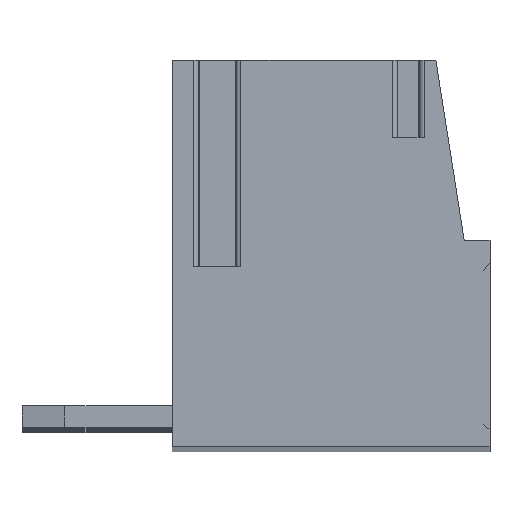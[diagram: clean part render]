
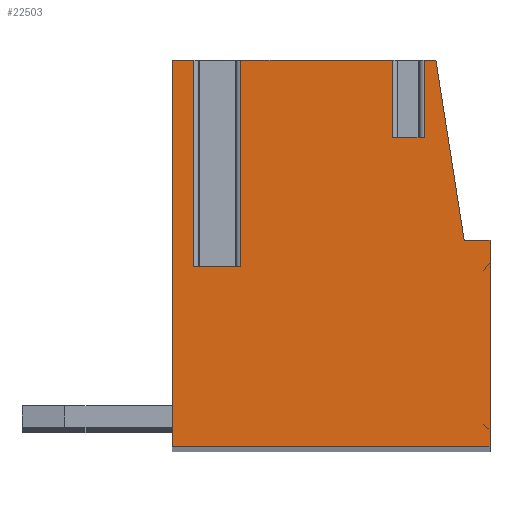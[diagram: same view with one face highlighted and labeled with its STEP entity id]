
A CAD part, top view. The second image highlights one B-rep face of the part: STEP entity #22503.
In plain terms, the highlighted planar face has unit normal (0, 0, 1).
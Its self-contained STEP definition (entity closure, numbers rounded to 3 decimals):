
#7297=DIRECTION('',(0.,1.,0.));
#7298=VECTOR('',#7297,1.8);
#7299=CARTESIAN_POINT('',(1.436,2.4,1.75));
#7300=LINE('',#7299,#7298);
#7301=DIRECTION('',(0.,1.,0.));
#7302=VECTOR('',#7301,1.8);
#7303=CARTESIAN_POINT('',(2.164,2.4,1.75));
#7304=LINE('',#7303,#7302);
#7305=DIRECTION('',(-1.,0.,0.));
#7306=VECTOR('',#7305,0.276);
#7307=CARTESIAN_POINT('',(2.44,4.2,1.75));
#7308=LINE('',#7307,#7306);
#7309=DIRECTION('',(-0.155,0.988,0.));
#7310=VECTOR('',#7309,4.252);
#7311=CARTESIAN_POINT('',(3.1,0.,1.75));
#7312=LINE('',#7311,#7310);
#7313=DIRECTION('',(-1.,0.,0.));
#7314=VECTOR('',#7313,0.6);
#7315=CARTESIAN_POINT('',(3.7,0.,1.75));
#7316=LINE('',#7315,#7314);
#7317=DIRECTION('',(0.,1.,0.));
#7318=VECTOR('',#7317,4.8);
#7319=CARTESIAN_POINT('',(3.7,-4.8,1.75));
#7320=LINE('',#7319,#7318);
#7321=DIRECTION('',(1.,0.,0.));
#7322=VECTOR('',#7321,7.4);
#7323=CARTESIAN_POINT('',(-3.7,-4.8,1.75));
#7324=LINE('',#7323,#7322);
#7325=DIRECTION('',(0.,-1.,0.));
#7326=VECTOR('',#7325,9.);
#7327=CARTESIAN_POINT('',(-3.7,4.2,1.75));
#7328=LINE('',#7327,#7326);
#7329=DIRECTION('',(-1.,0.,0.));
#7330=VECTOR('',#7329,0.504);
#7331=CARTESIAN_POINT('',(-3.196,4.2,1.75));
#7332=LINE('',#7331,#7330);
#7333=DIRECTION('',(0.,1.,0.));
#7334=VECTOR('',#7333,4.8);
#7335=CARTESIAN_POINT('',(-3.196,-0.6,1.75));
#7336=LINE('',#7335,#7334);
#7337=DIRECTION('',(-1.,0.,0.));
#7338=VECTOR('',#7337,1.093);
#7339=CARTESIAN_POINT('',(-2.104,-0.6,1.75));
#7340=LINE('',#7339,#7338);
#7341=DIRECTION('',(0.,1.,0.));
#7342=VECTOR('',#7341,4.8);
#7343=CARTESIAN_POINT('',(-2.104,-0.6,1.75));
#7344=LINE('',#7343,#7342);
#7345=DIRECTION('',(-1.,0.,0.));
#7346=VECTOR('',#7345,3.54);
#7347=CARTESIAN_POINT('',(1.436,4.2,1.75));
#7348=LINE('',#7347,#7346);
#7358=DIRECTION('',(1.,0.,0.));
#7359=VECTOR('',#7358,0.728);
#7360=CARTESIAN_POINT('',(1.436,2.4,1.75));
#7361=LINE('',#7360,#7359);
#9277=CARTESIAN_POINT('',(3.7,0.,1.75));
#9278=CARTESIAN_POINT('',(3.1,0.,1.75));
#9279=VERTEX_POINT('',#9277);
#9280=VERTEX_POINT('',#9278);
#9281=CARTESIAN_POINT('',(2.44,4.2,1.75));
#9282=VERTEX_POINT('',#9281);
#9283=CARTESIAN_POINT('',(-3.7,4.2,1.75));
#9284=CARTESIAN_POINT('',(-3.7,-4.8,1.75));
#9285=VERTEX_POINT('',#9283);
#9286=VERTEX_POINT('',#9284);
#9287=CARTESIAN_POINT('',(3.7,-4.8,1.75));
#9288=VERTEX_POINT('',#9287);
#9321=CARTESIAN_POINT('',(-2.104,-0.6,1.75));
#9322=CARTESIAN_POINT('',(-3.196,-0.6,1.75));
#9323=VERTEX_POINT('',#9321);
#9324=VERTEX_POINT('',#9322);
#9325=CARTESIAN_POINT('',(-3.196,4.2,1.75));
#9326=VERTEX_POINT('',#9325);
#9327=CARTESIAN_POINT('',(-2.104,4.2,1.75));
#9328=VERTEX_POINT('',#9327);
#9333=CARTESIAN_POINT('',(1.436,4.2,1.75));
#9334=VERTEX_POINT('',#9333);
#9336=CARTESIAN_POINT('',(2.164,4.2,1.75));
#9338=VERTEX_POINT('',#9336);
#9401=CARTESIAN_POINT('',(1.436,2.4,1.75));
#9402=VERTEX_POINT('',#9401);
#9404=CARTESIAN_POINT('',(2.164,2.4,1.75));
#9406=VERTEX_POINT('',#9404);
#22472=CARTESIAN_POINT('',(0.,0.,1.75));
#22473=DIRECTION('',(0.,0.,1.));
#22474=DIRECTION('',(1.,0.,0.));
#22475=AXIS2_PLACEMENT_3D('',#22472,#22473,#22474);
#22476=PLANE('',#22475);
#22478=ORIENTED_EDGE('',*,*,#22477,.F.);
#22480=ORIENTED_EDGE('',*,*,#22479,.T.);
#22482=ORIENTED_EDGE('',*,*,#22481,.T.);
#22483=ORIENTED_EDGE('',*,*,#12114,.F.);
#22485=ORIENTED_EDGE('',*,*,#22484,.F.);
#22487=ORIENTED_EDGE('',*,*,#22486,.F.);
#22489=ORIENTED_EDGE('',*,*,#22488,.F.);
#22491=ORIENTED_EDGE('',*,*,#22490,.F.);
#22492=ORIENTED_EDGE('',*,*,#18980,.F.);
#22493=ORIENTED_EDGE('',*,*,#12138,.F.);
#22495=ORIENTED_EDGE('',*,*,#22494,.F.);
#22497=ORIENTED_EDGE('',*,*,#22496,.F.);
#22499=ORIENTED_EDGE('',*,*,#22498,.T.);
#22500=ORIENTED_EDGE('',*,*,#12126,.F.);
#22501=EDGE_LOOP('',(#22478,#22480,#22482,#22483,#22485,#22487,#22489,#22491,
#22492,#22493,#22495,#22497,#22499,#22500));
#22502=FACE_OUTER_BOUND('',#22501,.F.);
#12114=EDGE_CURVE('',#9282,#9338,#7308,.T.);
#12126=EDGE_CURVE('',#9334,#9328,#7348,.T.);
#12138=EDGE_CURVE('',#9326,#9285,#7332,.T.);
#18980=EDGE_CURVE('',#9285,#9286,#7328,.T.);
#22477=EDGE_CURVE('',#9402,#9334,#7300,.T.);
#22479=EDGE_CURVE('',#9402,#9406,#7361,.T.);
#22481=EDGE_CURVE('',#9406,#9338,#7304,.T.);
#22484=EDGE_CURVE('',#9280,#9282,#7312,.T.);
#22486=EDGE_CURVE('',#9279,#9280,#7316,.T.);
#22488=EDGE_CURVE('',#9288,#9279,#7320,.T.);
#22490=EDGE_CURVE('',#9286,#9288,#7324,.T.);
#22494=EDGE_CURVE('',#9324,#9326,#7336,.T.);
#22496=EDGE_CURVE('',#9323,#9324,#7340,.T.);
#22498=EDGE_CURVE('',#9323,#9328,#7344,.T.);
#22503=ADVANCED_FACE('',(#22502),#22476,.T.);
